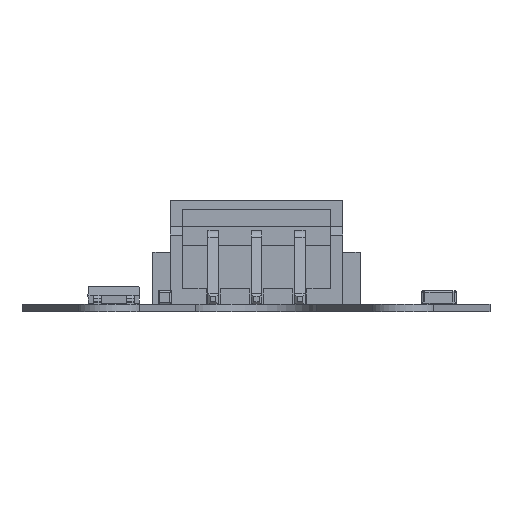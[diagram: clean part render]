
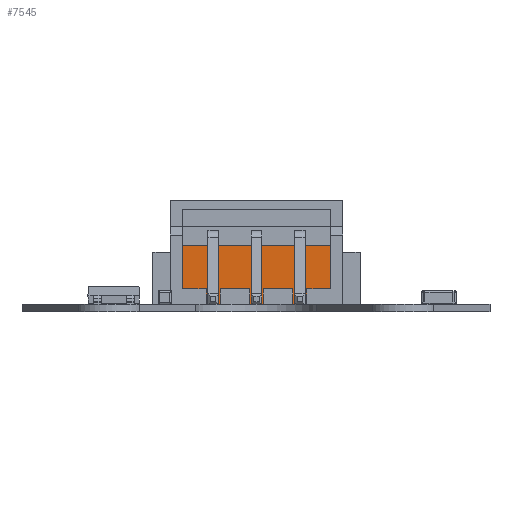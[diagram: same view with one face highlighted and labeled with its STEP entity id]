
A CAD part, front view. The second image highlights one B-rep face of the part: STEP entity #7545.
In plain terms, the highlighted face is planar.
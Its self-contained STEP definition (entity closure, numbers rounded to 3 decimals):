
#4736 = VERTEX_POINT('',#4737);
#4737 = CARTESIAN_POINT('',(-2.9,-3.,-3.2));
#4743 = EDGE_CURVE('',#4736,#4744,#4746,.T.);
#4744 = VERTEX_POINT('',#4745);
#4745 = CARTESIAN_POINT('',(-2.1,-3.,-3.2));
#4746 = LINE('',#4747,#4748);
#4747 = CARTESIAN_POINT('',(-3.538,-3.,-3.2));
#4748 = VECTOR('',#4749,1.);
#4749 = DIRECTION('',(1.,0.,0.));
#4768 = VERTEX_POINT('',#4769);
#4769 = CARTESIAN_POINT('',(-0.4,-3.,-3.2));
#4775 = EDGE_CURVE('',#4768,#4776,#4778,.T.);
#4776 = VERTEX_POINT('',#4777);
#4777 = CARTESIAN_POINT('',(0.4,-3.,-3.2));
#4778 = LINE('',#4779,#4780);
#4779 = CARTESIAN_POINT('',(-2.288,-3.,-3.2));
#4780 = VECTOR('',#4781,1.);
#4781 = DIRECTION('',(1.,0.,0.));
#4800 = VERTEX_POINT('',#4801);
#4801 = CARTESIAN_POINT('',(2.1,-3.,-3.2));
#4807 = EDGE_CURVE('',#4800,#4808,#4810,.T.);
#4808 = VERTEX_POINT('',#4809);
#4809 = CARTESIAN_POINT('',(2.9,-3.,-3.2));
#4810 = LINE('',#4811,#4812);
#4811 = CARTESIAN_POINT('',(-1.038,-3.,-3.2));
#4812 = VECTOR('',#4813,1.);
#4813 = DIRECTION('',(1.,0.,0.));
#6939 = EDGE_CURVE('',#6940,#4776,#6942,.T.);
#6940 = VERTEX_POINT('',#6941);
#6941 = CARTESIAN_POINT('',(0.4,-2.1,-3.2));
#6942 = LINE('',#6943,#6944);
#6943 = CARTESIAN_POINT('',(0.4,-2.1,-3.2));
#6944 = VECTOR('',#6945,1.);
#6945 = DIRECTION('',(0.,-1.,0.));
#6979 = VERTEX_POINT('',#6980);
#6980 = CARTESIAN_POINT('',(-0.4,-2.1,-3.2));
#6986 = EDGE_CURVE('',#6979,#4768,#6987,.T.);
#6987 = LINE('',#6988,#6989);
#6988 = CARTESIAN_POINT('',(-0.4,-2.1,-3.2));
#6989 = VECTOR('',#6990,1.);
#6990 = DIRECTION('',(0.,-1.,0.));
#7001 = EDGE_CURVE('',#7002,#4744,#7004,.T.);
#7002 = VERTEX_POINT('',#7003);
#7003 = CARTESIAN_POINT('',(-2.1,-2.1,-3.2));
#7004 = LINE('',#7005,#7006);
#7005 = CARTESIAN_POINT('',(-2.1,-2.1,-3.2));
#7006 = VECTOR('',#7007,1.);
#7007 = DIRECTION('',(0.,-1.,0.));
#7041 = VERTEX_POINT('',#7042);
#7042 = CARTESIAN_POINT('',(-2.9,-2.1,-3.2));
#7048 = EDGE_CURVE('',#7041,#4736,#7049,.T.);
#7049 = LINE('',#7050,#7051);
#7050 = CARTESIAN_POINT('',(-2.9,-2.1,-3.2));
#7051 = VECTOR('',#7052,1.);
#7052 = DIRECTION('',(0.,-1.,0.));
#7063 = EDGE_CURVE('',#7064,#4808,#7066,.T.);
#7064 = VERTEX_POINT('',#7065);
#7065 = CARTESIAN_POINT('',(2.9,-2.1,-3.2));
#7066 = LINE('',#7067,#7068);
#7067 = CARTESIAN_POINT('',(2.9,-2.1,-3.2));
#7068 = VECTOR('',#7069,1.);
#7069 = DIRECTION('',(0.,-1.,0.));
#7103 = VERTEX_POINT('',#7104);
#7104 = CARTESIAN_POINT('',(2.1,-2.1,-3.2));
#7110 = EDGE_CURVE('',#7103,#4800,#7111,.T.);
#7111 = LINE('',#7112,#7113);
#7112 = CARTESIAN_POINT('',(2.1,-2.1,-3.2));
#7113 = VECTOR('',#7114,1.);
#7114 = DIRECTION('',(0.,-1.,0.));
#7125 = EDGE_CURVE('',#7064,#7126,#7128,.T.);
#7126 = VERTEX_POINT('',#7127);
#7127 = CARTESIAN_POINT('',(4.275,-2.1,-3.2));
#7128 = LINE('',#7129,#7130);
#7129 = CARTESIAN_POINT('',(-4.275,-2.1,-3.2));
#7130 = VECTOR('',#7131,1.);
#7131 = DIRECTION('',(1.,0.,0.));
#7165 = VERTEX_POINT('',#7166);
#7166 = CARTESIAN_POINT('',(-4.275,-2.1,-3.2));
#7172 = EDGE_CURVE('',#7165,#7041,#7173,.T.);
#7173 = LINE('',#7174,#7175);
#7174 = CARTESIAN_POINT('',(-4.275,-2.1,-3.2));
#7175 = VECTOR('',#7176,1.);
#7176 = DIRECTION('',(1.,0.,0.));
#7187 = EDGE_CURVE('',#6940,#7103,#7188,.T.);
#7188 = LINE('',#7189,#7190);
#7189 = CARTESIAN_POINT('',(-4.275,-2.1,-3.2));
#7190 = VECTOR('',#7191,1.);
#7191 = DIRECTION('',(1.,0.,0.));
#7216 = EDGE_CURVE('',#7002,#6979,#7217,.T.);
#7217 = LINE('',#7218,#7219);
#7218 = CARTESIAN_POINT('',(-4.275,-2.1,-3.2));
#7219 = VECTOR('',#7220,1.);
#7220 = DIRECTION('',(1.,0.,0.));
#7384 = VERTEX_POINT('',#7385);
#7385 = CARTESIAN_POINT('',(-4.275,0.4,-3.2));
#7391 = EDGE_CURVE('',#7384,#7165,#7392,.T.);
#7392 = LINE('',#7393,#7394);
#7393 = CARTESIAN_POINT('',(-4.275,2.5,-3.2));
#7394 = VECTOR('',#7395,1.);
#7395 = DIRECTION('',(0.,-1.,0.));
#7452 = EDGE_CURVE('',#7384,#7453,#7455,.T.);
#7453 = VERTEX_POINT('',#7454);
#7454 = CARTESIAN_POINT('',(4.275,0.4,-3.2));
#7455 = LINE('',#7456,#7457);
#7456 = CARTESIAN_POINT('',(2.138,0.4,-3.2));
#7457 = VECTOR('',#7458,1.);
#7458 = DIRECTION('',(1.,0.,0.));
#7545 = ADVANCED_FACE('',(#7546),#7569,.F.);
#7546 = FACE_BOUND('',#7547,.T.);
#7547 = EDGE_LOOP('',(#7548,#7549,#7555,#7556,#7557,#7558,#7559,#7560,
    #7561,#7562,#7563,#7564,#7565,#7566,#7567,#7568));
#7548 = ORIENTED_EDGE('',*,*,#7452,.T.);
#7549 = ORIENTED_EDGE('',*,*,#7550,.F.);
#7550 = EDGE_CURVE('',#7126,#7453,#7551,.T.);
#7551 = LINE('',#7552,#7553);
#7552 = CARTESIAN_POINT('',(4.275,-2.1,-3.2));
#7553 = VECTOR('',#7554,1.);
#7554 = DIRECTION('',(0.,1.,0.));
#7555 = ORIENTED_EDGE('',*,*,#7125,.F.);
#7556 = ORIENTED_EDGE('',*,*,#7063,.T.);
#7557 = ORIENTED_EDGE('',*,*,#4807,.F.);
#7558 = ORIENTED_EDGE('',*,*,#7110,.F.);
#7559 = ORIENTED_EDGE('',*,*,#7187,.F.);
#7560 = ORIENTED_EDGE('',*,*,#6939,.T.);
#7561 = ORIENTED_EDGE('',*,*,#4775,.F.);
#7562 = ORIENTED_EDGE('',*,*,#6986,.F.);
#7563 = ORIENTED_EDGE('',*,*,#7216,.F.);
#7564 = ORIENTED_EDGE('',*,*,#7001,.T.);
#7565 = ORIENTED_EDGE('',*,*,#4743,.F.);
#7566 = ORIENTED_EDGE('',*,*,#7048,.F.);
#7567 = ORIENTED_EDGE('',*,*,#7172,.F.);
#7568 = ORIENTED_EDGE('',*,*,#7391,.F.);
#7569 = PLANE('',#7570);
#7570 = AXIS2_PLACEMENT_3D('',#7571,#7572,#7573);
#7571 = CARTESIAN_POINT('',(0.,0.2,-3.2));
#7572 = DIRECTION('',(0.,0.,1.));
#7573 = DIRECTION('',(1.,0.,0.));
